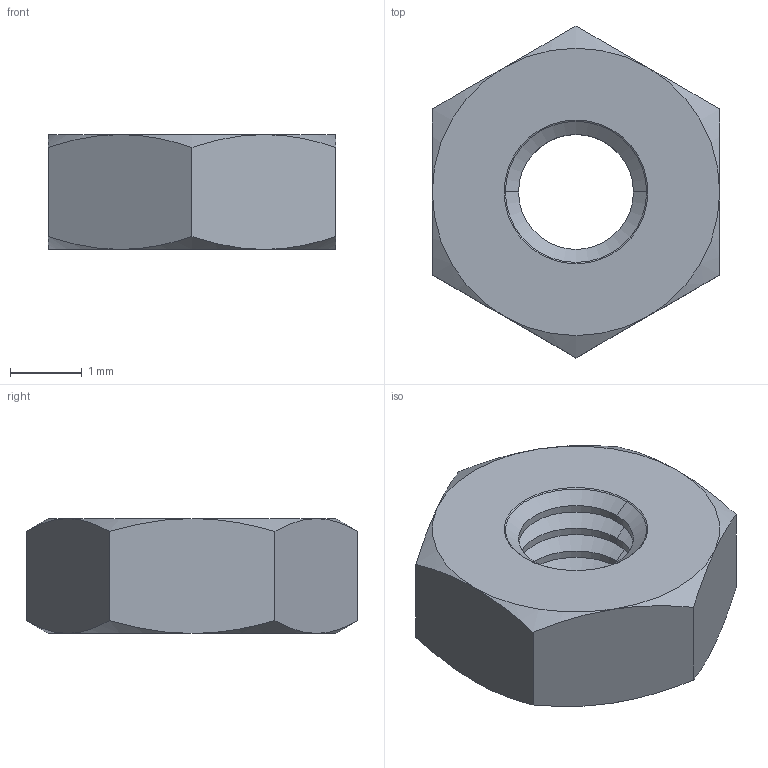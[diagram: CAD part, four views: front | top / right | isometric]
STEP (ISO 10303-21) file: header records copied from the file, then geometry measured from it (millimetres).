
FILE_DESCRIPTION (( 'STEP AP203' ), '1' );
FILE_NAME ('hex nut style 1_am_B18.2.4.1M - Hex nut- Style 1- M2 x 0.4 --D-S_sldprt.STEP', '2022-06-04T22:41:05', ( '' ), ( '' ), 'SwSTEP 2.0', 'SolidWorks 2021', '' );
FILE_SCHEMA (( 'CONFIG_CONTROL_DESIGN' ));
Length unit declared in the file: millimetre
Products named in the file (1): hex nut style 1_am_B18.2.4.1M - Hex nut- Style 1-  M2 x 0.4 --D-S_sldprt
Bounding box: 4 x 4.62 x 1.6 mm (x, y, z)
Volume: 18.1 mm3; surface area: 55.9 mm2
Topology: 1 solids, 1 shells, 50 faces, 104 edges, 56 vertices
Faces by surface type: cone 32, cylinder 10, plane 8
Entity records: 1429 total; most frequent: CARTESIAN_POINT 315, DIRECTION 226, ORIENTED_EDGE 208, EDGE_CURVE 104, AXIS2_PLACEMENT_3D 95, VERTEX_POINT 56, EDGE_LOOP 52, ADVANCED_FACE 50
